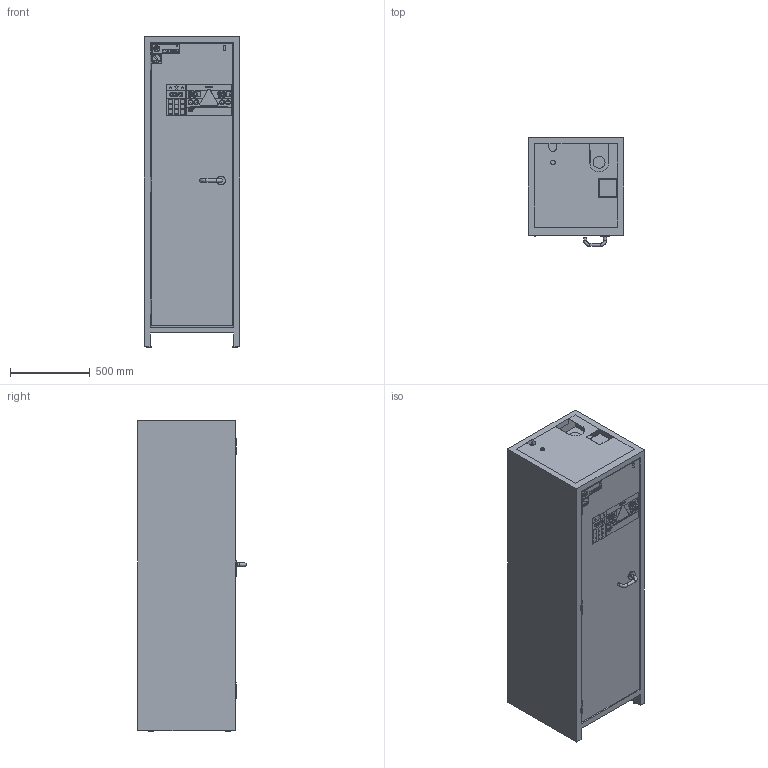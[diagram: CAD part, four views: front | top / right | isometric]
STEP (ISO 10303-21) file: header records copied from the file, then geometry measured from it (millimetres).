
FILE_DESCRIPTION(/* description */ (''),/* implementation_level */ '2;1');
FILE_NAME(/* name */ 'IO90.195.060.CS.WDC_41419-047-41365 6er_CD.stp',/* time_stamp */ '2023-10-11T12:15:35+02:00',/* author */ ('mirudolph'),/* organization */ ('asecos® GmbH'),/* preprocessor_version */ 'ST-DEVELOPER v17.2',/* originating_system */ 'Autodesk Inventor 2019',/* authorisation */ '');
FILE_SCHEMA (('AUTOMOTIVE_DESIGN { 1 0 10303 214 3 1 1 }'));
Products named in the file (1): IO90.195.060.CS.WDC_41419-047-41365 6er_CD
Bounding box: 599.76 x 682.58 x 1954.09 mm (x, y, z)
Volume: 284664780.6 mm3; surface area: 14470852.2 mm2
Topology: 7 solids, 9 shells, 1696 faces, 4559 edges, 3004 vertices
Faces by surface type: plane 1201, cylinder 254, bspline 228, torus 13
Full cylindrical faces by diameter (mm): 4.5 x2, 5 x4, 6 x1, 6.742 x1, 7 x4, 8 x1, 8.1 x2, 9.5 x1, 20 x5, 29 x1, 30 x2, 31 x2, 31.8 x4, 33 x1, 33.8 x1, 37.8 x1, 44 x1, 50 x1, 55 x2, 75 x2, 119 x1
Entity records: 56198 total; most frequent: CARTESIAN_POINT 12387, ORIENTED_EDGE 9118, DIRECTION 7614, EDGE_CURVE 4559, LINE 3554, VECTOR 3554, VERTEX_POINT 3004, AXIS2_PLACEMENT_3D 2030
